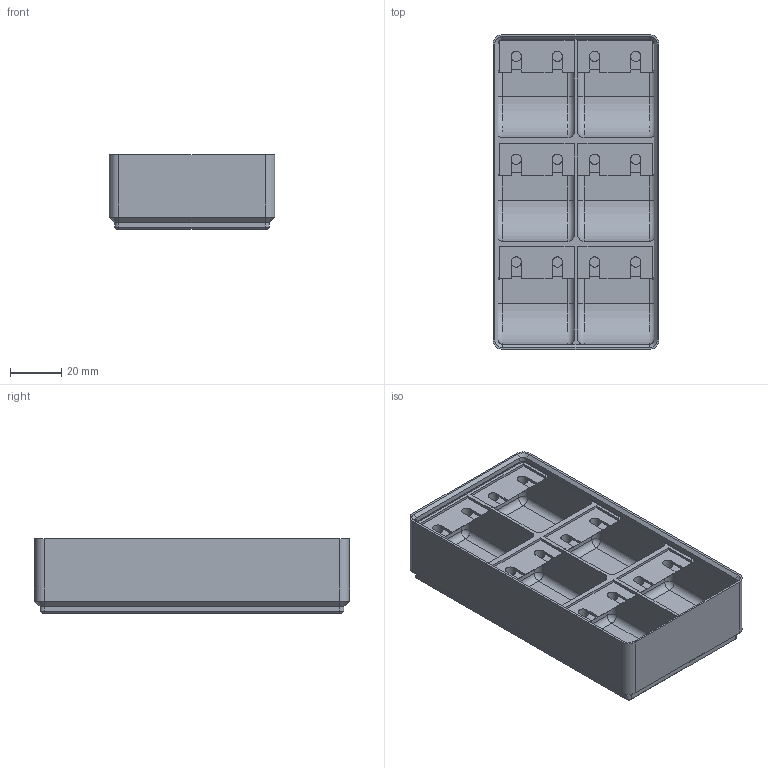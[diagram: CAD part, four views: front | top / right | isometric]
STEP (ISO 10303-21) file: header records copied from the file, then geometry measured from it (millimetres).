
FILE_DESCRIPTION(/* description */ ('','CAx-IF Rec.Pracs.---Representation and Presentation of Product Manufacturing Information (PMI)---4.0---2014-10-13'),/* implementation_level */ '2;1');
FILE_NAME(/* name */ 'Center 2x3x2 v14.step',/* time_stamp */ '2025-02-21T13:44:42+01:00',/* author */ (''),/* organization */ (''),/* preprocessor_version */ 'ST-DEVELOPER v20',/* originating_system */ 'Autodesk Translation Framework v13.20.0.188',/* authorisation */ '');
FILE_SCHEMA (('AP242_MANAGED_MODEL_BASED_3D_ENGINEERING_MIM_LF { 1 0 10303 442 1 1 4 }'));
Length unit declared in the file: millimetre
Products named in the file (2): Center 2x3x2; Gridfinity bin 1x1x3
Assembly tree (1 placements, depth 2):
  Center 2x3x2
    Gridfinity bin 1x1x3
Bounding box: 64.5 x 122.5 x 29 mm (x, y, z)
Volume: 88014.6 mm3; surface area: 42987.7 mm2
Topology: 1 solids, 1 shells, 251 faces, 666 edges, 406 vertices
Faces by surface type: plane 121, cylinder 92, cone 14, sphere 12, torus 12
Full cylindrical faces by diameter (mm): 4 x12
Entity records: 7797 total; most frequent: DIRECTION 1402, ORIENTED_EDGE 1332, CARTESIAN_POINT 1326, EDGE_CURVE 666, AXIS2_PLACEMENT_3D 482, LINE 438, VECTOR 438, VERTEX_POINT 406
